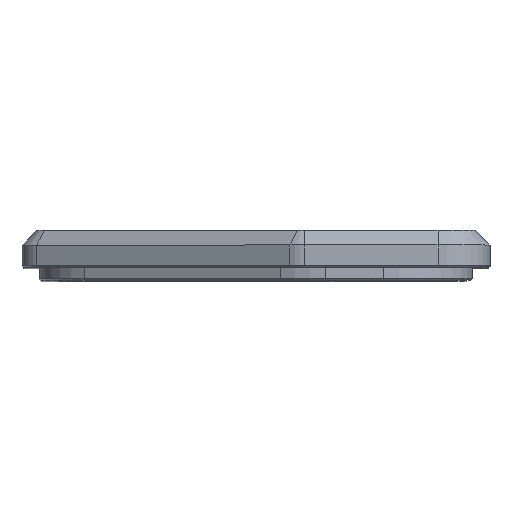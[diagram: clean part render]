
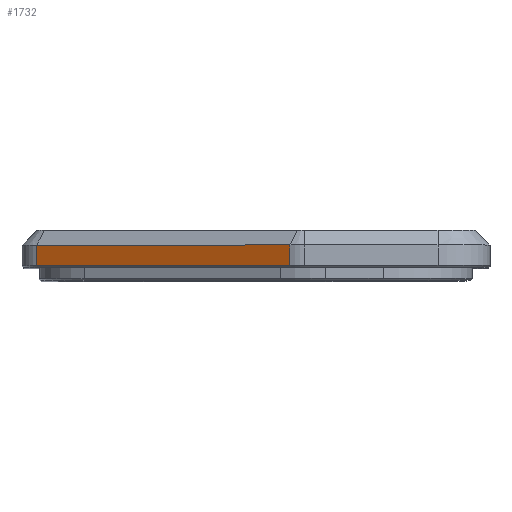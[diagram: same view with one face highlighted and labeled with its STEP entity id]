
A CAD part, top view. The second image highlights one B-rep face of the part: STEP entity #1732.
In plain terms, the highlighted planar face has unit normal (-0.5, 0, 0.866).
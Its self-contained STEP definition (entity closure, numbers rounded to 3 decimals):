
#182 = VERTEX_POINT ( 'NONE', #2606 ) ;
#187 = ORIENTED_EDGE ( 'NONE', *, *, #2013, .T. ) ;
#450 = EDGE_CURVE ( 'NONE', #653, #1968, #2114, .T. ) ;
#464 = FACE_OUTER_BOUND ( 'NONE', #2034, .T. ) ;
#474 = VERTEX_POINT ( 'NONE', #1758 ) ;
#518 = VECTOR ( 'NONE', #3028, 1000. ) ;
#563 = VECTOR ( 'NONE', #4123, 1000. ) ;
#653 = VERTEX_POINT ( 'NONE', #2764 ) ;
#988 = LINE ( 'NONE', #3468, #3003 ) ;
#1196 = PLANE ( 'NONE',  #1638 ) ;
#1487 = DIRECTION ( 'NONE',  ( 0.5, 0., -0.866 ) ) ;
#1518 = CARTESIAN_POINT ( 'NONE',  ( -51., 30., 74.793 ) ) ;
#1530 = DIRECTION ( 'NONE',  ( 0., 1., 0. ) ) ;
#1580 = CARTESIAN_POINT ( 'NONE',  ( -51., 27.25, 74.793 ) ) ;
#1638 = AXIS2_PLACEMENT_3D ( 'NONE', #2414, #1487, #1777 ) ;
#1732 = ADVANCED_FACE ( 'NONE', ( #464 ), #1196, .F. ) ;
#1758 = CARTESIAN_POINT ( 'NONE',  ( -16.928, 30., 94.464 ) ) ;
#1777 = DIRECTION ( 'NONE',  ( -0.866, 0., -0.5 ) ) ;
#1930 = EDGE_CURVE ( 'NONE', #182, #474, #988, .T. ) ;
#1968 = VERTEX_POINT ( 'NONE', #1580 ) ;
#2013 = EDGE_CURVE ( 'NONE', #1968, #182, #2343, .T. ) ;
#2034 = EDGE_LOOP ( 'NONE', ( #4016, #187, #2693, #3573 ) ) ;
#2083 = CARTESIAN_POINT ( 'NONE',  ( -53., 27.25, 73.638 ) ) ;
#2114 = LINE ( 'NONE', #3390, #3751 ) ;
#2304 = EDGE_CURVE ( 'NONE', #474, #653, #4132, .T. ) ;
#2343 = LINE ( 'NONE', #2083, #518 ) ;
#2414 = CARTESIAN_POINT ( 'NONE',  ( -53., 32., 73.638 ) ) ;
#2606 = CARTESIAN_POINT ( 'NONE',  ( -16.928, 27.25, 94.464 ) ) ;
#2693 = ORIENTED_EDGE ( 'NONE', *, *, #1930, .T. ) ;
#2764 = CARTESIAN_POINT ( 'NONE',  ( -51., 30., 74.793 ) ) ;
#3003 = VECTOR ( 'NONE', #1530, 1000. ) ;
#3028 = DIRECTION ( 'NONE',  ( 0.866, 0., 0.5 ) ) ;
#3085 = DIRECTION ( 'NONE',  ( 0., -1., 0. ) ) ;
#3390 = CARTESIAN_POINT ( 'NONE',  ( -51., 32., 74.793 ) ) ;
#3468 = CARTESIAN_POINT ( 'NONE',  ( -16.928, 32., 94.464 ) ) ;
#3573 = ORIENTED_EDGE ( 'NONE', *, *, #2304, .T. ) ;
#3751 = VECTOR ( 'NONE', #3085, 1000. ) ;
#4016 = ORIENTED_EDGE ( 'NONE', *, *, #450, .T. ) ;
#4123 = DIRECTION ( 'NONE',  ( -0.866, 0., -0.5 ) ) ;
#4132 = LINE ( 'NONE', #1518, #563 ) ;
